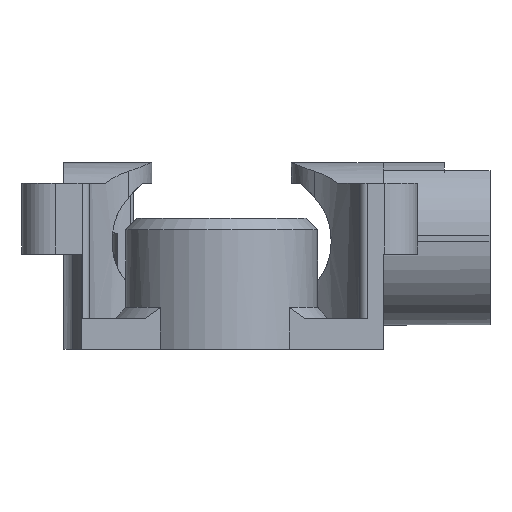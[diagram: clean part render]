
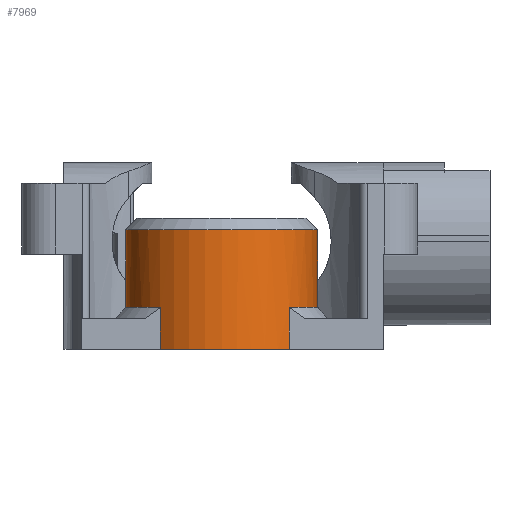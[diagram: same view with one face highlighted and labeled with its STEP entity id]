
A CAD part, left-side view. The second image highlights one B-rep face of the part: STEP entity #7969.
In plain terms, the highlighted cylindrical face has radius 12.6 mm (diameter 25.2 mm), a full revolution.
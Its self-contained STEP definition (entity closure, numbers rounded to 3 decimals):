
#311=CYLINDRICAL_SURFACE('',#8263,12.6);
#763=FACE_OUTER_BOUND('',#1220,.T.);
#1220=EDGE_LOOP('',(#6851,#6852,#6853,#6854,#6855,#6856,#6857,#6858,#6859,
#6860));
#2255=LINE('',#15214,#2786);
#2256=LINE('',#15216,#2787);
#2257=LINE('',#15223,#2788);
#2786=VECTOR('',#9138,12.6);
#2787=VECTOR('',#9139,10.);
#2788=VECTOR('',#9146,10.);
#2982=CIRCLE('',#8207,12.6);
#2992=CIRCLE('',#8217,12.6);
#3021=CIRCLE('',#8262,12.6);
#3022=CIRCLE('',#8264,12.6);
#3023=CIRCLE('',#8265,12.6);
#3024=CIRCLE('',#8266,12.6);
#3671=VERTEX_POINT('',#15082);
#3672=VERTEX_POINT('',#15083);
#3689=VERTEX_POINT('',#15117);
#3722=VERTEX_POINT('',#15210);
#3723=VERTEX_POINT('',#15215);
#3724=VERTEX_POINT('',#15217);
#3725=VERTEX_POINT('',#15219);
#3726=VERTEX_POINT('',#15221);
#4748=EDGE_CURVE('',#3671,#3672,#2982,.T.);
#4766=EDGE_CURVE('',#3672,#3689,#2992,.T.);
#4810=EDGE_CURVE('',#3722,#3722,#3021,.T.);
#4811=EDGE_CURVE('',#3722,#3672,#2255,.T.);
#4812=EDGE_CURVE('',#3723,#3689,#2256,.T.);
#4813=EDGE_CURVE('',#3724,#3723,#3022,.T.);
#4814=EDGE_CURVE('',#3725,#3724,#3023,.T.);
#4815=EDGE_CURVE('',#3726,#3725,#3024,.T.);
#4816=EDGE_CURVE('',#3671,#3726,#2257,.T.);
#6851=ORIENTED_EDGE('',*,*,#4810,.F.);
#6852=ORIENTED_EDGE('',*,*,#4811,.T.);
#6853=ORIENTED_EDGE('',*,*,#4766,.T.);
#6854=ORIENTED_EDGE('',*,*,#4812,.F.);
#6855=ORIENTED_EDGE('',*,*,#4813,.F.);
#6856=ORIENTED_EDGE('',*,*,#4814,.F.);
#6857=ORIENTED_EDGE('',*,*,#4815,.F.);
#6858=ORIENTED_EDGE('',*,*,#4816,.F.);
#6859=ORIENTED_EDGE('',*,*,#4748,.T.);
#6860=ORIENTED_EDGE('',*,*,#4811,.F.);
#7969=ADVANCED_FACE('',(#763),#311,.T.);
#8207=AXIS2_PLACEMENT_3D('',#15084,#9001,#9002);
#8217=AXIS2_PLACEMENT_3D('',#15119,#9029,#9030);
#8262=AXIS2_PLACEMENT_3D('',#15212,#9134,#9135);
#8263=AXIS2_PLACEMENT_3D('',#15213,#9136,#9137);
#8264=AXIS2_PLACEMENT_3D('',#15218,#9140,#9141);
#8265=AXIS2_PLACEMENT_3D('',#15220,#9142,#9143);
#8266=AXIS2_PLACEMENT_3D('',#15222,#9144,#9145);
#9001=DIRECTION('center_axis',(0.,0.,1.));
#9002=DIRECTION('ref_axis',(1.,0.,0.));
#9029=DIRECTION('center_axis',(0.,0.,1.));
#9030=DIRECTION('ref_axis',(1.,0.,0.));
#9134=DIRECTION('center_axis',(0.,0.,1.));
#9135=DIRECTION('ref_axis',(1.,0.,0.));
#9136=DIRECTION('center_axis',(0.,0.,1.));
#9137=DIRECTION('ref_axis',(1.,0.,0.));
#9138=DIRECTION('',(0.,0.,-1.));
#9139=DIRECTION('',(0.,0.,-1.));
#9140=DIRECTION('center_axis',(0.,0.,-1.));
#9141=DIRECTION('ref_axis',(1.,0.,0.));
#9142=DIRECTION('center_axis',(0.,0.,-1.));
#9143=DIRECTION('ref_axis',(1.,0.,0.));
#9144=DIRECTION('center_axis',(0.,0.,-1.));
#9145=DIRECTION('ref_axis',(1.,0.,0.));
#9146=DIRECTION('',(0.,0.,1.));
#15082=CARTESIAN_POINT('',(-31.214,8.025,0.));
#15083=CARTESIAN_POINT('',(-34.1,0.,0.));
#15084=CARTESIAN_POINT('Origin',(-21.5,0.,0.));
#15117=CARTESIAN_POINT('',(-30.457,-8.861,0.));
#15119=CARTESIAN_POINT('Origin',(-21.5,0.,0.));
#15210=CARTESIAN_POINT('',(-34.1,0.,15.7));
#15212=CARTESIAN_POINT('Origin',(-21.5,0.,15.7));
#15213=CARTESIAN_POINT('Origin',(-21.5,0.,0.));
#15214=CARTESIAN_POINT('',(-34.1,0.,0.));
#15215=CARTESIAN_POINT('',(-30.457,-8.861,5.5));
#15216=CARTESIAN_POINT('',(-30.457,-8.861,0.));
#15217=CARTESIAN_POINT('',(-21.5,-12.6,5.5));
#15218=CARTESIAN_POINT('Origin',(-21.5,0.,5.5));
#15219=CARTESIAN_POINT('',(-21.5,12.6,5.5));
#15220=CARTESIAN_POINT('Origin',(-21.5,0.,5.5));
#15221=CARTESIAN_POINT('',(-31.214,8.025,5.5));
#15222=CARTESIAN_POINT('Origin',(-21.5,0.,5.5));
#15223=CARTESIAN_POINT('',(-31.214,8.025,0.));
